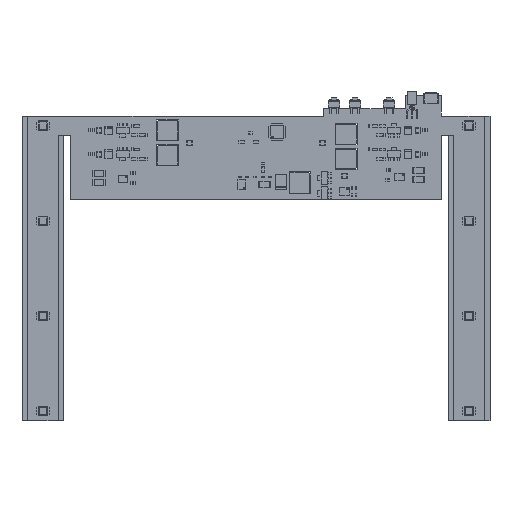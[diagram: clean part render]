
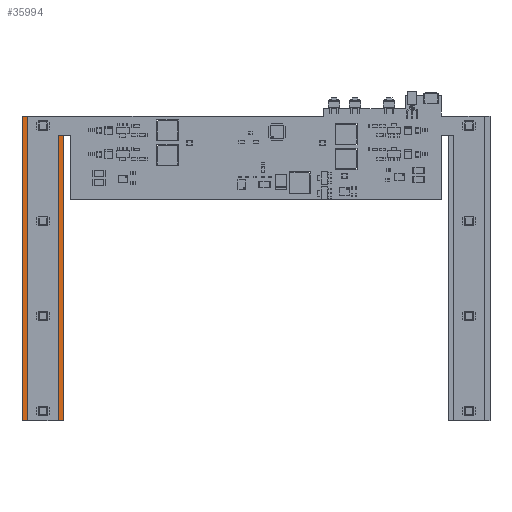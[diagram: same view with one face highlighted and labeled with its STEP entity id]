
A CAD part, top view. The second image highlights one B-rep face of the part: STEP entity #35994.
In plain terms, the highlighted planar face has unit normal (0, 0, 1).
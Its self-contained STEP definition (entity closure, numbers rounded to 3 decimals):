
#35680 = VERTEX_POINT('',#35681);
#35681 = CARTESIAN_POINT('',(11.,-80.,1.));
#35688 = PLANE('',#35689);
#35689 = AXIS2_PLACEMENT_3D('',#35690,#35691,#35692);
#35690 = CARTESIAN_POINT('',(11.,-80.,0.));
#35691 = DIRECTION('',(-1.,0.,0.));
#35692 = DIRECTION('',(0.,1.,0.));
#35700 = PLANE('',#35701);
#35701 = AXIS2_PLACEMENT_3D('',#35702,#35703,#35704);
#35702 = CARTESIAN_POINT('',(-11.,-80.,0.));
#35703 = DIRECTION('',(0.,1.,0.));
#35704 = DIRECTION('',(1.,0.,0.));
#35712 = EDGE_CURVE('',#35680,#35713,#35715,.T.);
#35713 = VERTEX_POINT('',#35714);
#35714 = CARTESIAN_POINT('',(11.,80.,1.));
#35715 = SURFACE_CURVE('',#35716,(#35720,#35727),.PCURVE_S1.);
#35716 = LINE('',#35717,#35718);
#35717 = CARTESIAN_POINT('',(11.,-80.,1.));
#35718 = VECTOR('',#35719,1.);
#35719 = DIRECTION('',(0.,1.,0.));
#35720 = PCURVE('',#35688,#35721);
#35721 = DEFINITIONAL_REPRESENTATION('',(#35722),#35726);
#35722 = LINE('',#35723,#35724);
#35723 = CARTESIAN_POINT('',(0.,-1.));
#35724 = VECTOR('',#35725,1.);
#35725 = DIRECTION('',(1.,0.));
#35726 = ( GEOMETRIC_REPRESENTATION_CONTEXT(2) 
PARAMETRIC_REPRESENTATION_CONTEXT() REPRESENTATION_CONTEXT('2D SPACE',''
  ) );
#35727 = PCURVE('',#35728,#35733);
#35728 = PLANE('',#35729);
#35729 = AXIS2_PLACEMENT_3D('',#35730,#35731,#35732);
#35730 = CARTESIAN_POINT('',(11.,-80.,1.));
#35731 = DIRECTION('',(0.,0.,-1.));
#35732 = DIRECTION('',(-1.,0.,0.));
#35733 = DEFINITIONAL_REPRESENTATION('',(#35734),#35738);
#35734 = LINE('',#35735,#35736);
#35735 = CARTESIAN_POINT('',(0.,0.));
#35736 = VECTOR('',#35737,1.);
#35737 = DIRECTION('',(0.,1.));
#35738 = ( GEOMETRIC_REPRESENTATION_CONTEXT(2) 
PARAMETRIC_REPRESENTATION_CONTEXT() REPRESENTATION_CONTEXT('2D SPACE',''
  ) );
#35756 = PLANE('',#35757);
#35757 = AXIS2_PLACEMENT_3D('',#35758,#35759,#35760);
#35758 = CARTESIAN_POINT('',(11.,80.,0.));
#35759 = DIRECTION('',(0.,-1.,0.));
#35760 = DIRECTION('',(-1.,0.,0.));
#35798 = EDGE_CURVE('',#35713,#35799,#35801,.T.);
#35799 = VERTEX_POINT('',#35800);
#35800 = CARTESIAN_POINT('',(-11.,80.,1.));
#35801 = SURFACE_CURVE('',#35802,(#35806,#35813),.PCURVE_S1.);
#35802 = LINE('',#35803,#35804);
#35803 = CARTESIAN_POINT('',(11.,80.,1.));
#35804 = VECTOR('',#35805,1.);
#35805 = DIRECTION('',(-1.,0.,0.));
#35806 = PCURVE('',#35756,#35807);
#35807 = DEFINITIONAL_REPRESENTATION('',(#35808),#35812);
#35808 = LINE('',#35809,#35810);
#35809 = CARTESIAN_POINT('',(0.,-1.));
#35810 = VECTOR('',#35811,1.);
#35811 = DIRECTION('',(1.,0.));
#35812 = ( GEOMETRIC_REPRESENTATION_CONTEXT(2) 
PARAMETRIC_REPRESENTATION_CONTEXT() REPRESENTATION_CONTEXT('2D SPACE',''
  ) );
#35813 = PCURVE('',#35728,#35814);
#35814 = DEFINITIONAL_REPRESENTATION('',(#35815),#35819);
#35815 = LINE('',#35816,#35817);
#35816 = CARTESIAN_POINT('',(0.,160.));
#35817 = VECTOR('',#35818,1.);
#35818 = DIRECTION('',(1.,0.));
#35819 = ( GEOMETRIC_REPRESENTATION_CONTEXT(2) 
PARAMETRIC_REPRESENTATION_CONTEXT() REPRESENTATION_CONTEXT('2D SPACE',''
  ) );
#35837 = PLANE('',#35838);
#35838 = AXIS2_PLACEMENT_3D('',#35839,#35840,#35841);
#35839 = CARTESIAN_POINT('',(-11.,80.,0.));
#35840 = DIRECTION('',(1.,0.,0.));
#35841 = DIRECTION('',(0.,-1.,0.));
#35874 = EDGE_CURVE('',#35799,#35875,#35877,.T.);
#35875 = VERTEX_POINT('',#35876);
#35876 = CARTESIAN_POINT('',(-11.,-80.,1.));
#35877 = SURFACE_CURVE('',#35878,(#35882,#35889),.PCURVE_S1.);
#35878 = LINE('',#35879,#35880);
#35879 = CARTESIAN_POINT('',(-11.,80.,1.));
#35880 = VECTOR('',#35881,1.);
#35881 = DIRECTION('',(0.,-1.,0.));
#35882 = PCURVE('',#35837,#35883);
#35883 = DEFINITIONAL_REPRESENTATION('',(#35884),#35888);
#35884 = LINE('',#35885,#35886);
#35885 = CARTESIAN_POINT('',(0.,-1.));
#35886 = VECTOR('',#35887,1.);
#35887 = DIRECTION('',(1.,0.));
#35888 = ( GEOMETRIC_REPRESENTATION_CONTEXT(2) 
PARAMETRIC_REPRESENTATION_CONTEXT() REPRESENTATION_CONTEXT('2D SPACE',''
  ) );
#35889 = PCURVE('',#35728,#35890);
#35890 = DEFINITIONAL_REPRESENTATION('',(#35891),#35895);
#35891 = LINE('',#35892,#35893);
#35892 = CARTESIAN_POINT('',(22.,160.));
#35893 = VECTOR('',#35894,1.);
#35894 = DIRECTION('',(0.,-1.));
#35895 = ( GEOMETRIC_REPRESENTATION_CONTEXT(2) 
PARAMETRIC_REPRESENTATION_CONTEXT() REPRESENTATION_CONTEXT('2D SPACE',''
  ) );
#35945 = EDGE_CURVE('',#35875,#35680,#35946,.T.);
#35946 = SURFACE_CURVE('',#35947,(#35951,#35958),.PCURVE_S1.);
#35947 = LINE('',#35948,#35949);
#35948 = CARTESIAN_POINT('',(-11.,-80.,1.));
#35949 = VECTOR('',#35950,1.);
#35950 = DIRECTION('',(1.,0.,0.));
#35951 = PCURVE('',#35700,#35952);
#35952 = DEFINITIONAL_REPRESENTATION('',(#35953),#35957);
#35953 = LINE('',#35954,#35955);
#35954 = CARTESIAN_POINT('',(0.,-1.));
#35955 = VECTOR('',#35956,1.);
#35956 = DIRECTION('',(1.,0.));
#35957 = ( GEOMETRIC_REPRESENTATION_CONTEXT(2) 
PARAMETRIC_REPRESENTATION_CONTEXT() REPRESENTATION_CONTEXT('2D SPACE',''
  ) );
#35958 = PCURVE('',#35728,#35959);
#35959 = DEFINITIONAL_REPRESENTATION('',(#35960),#35964);
#35960 = LINE('',#35961,#35962);
#35961 = CARTESIAN_POINT('',(22.,0.));
#35962 = VECTOR('',#35963,1.);
#35963 = DIRECTION('',(-1.,0.));
#35964 = ( GEOMETRIC_REPRESENTATION_CONTEXT(2) 
PARAMETRIC_REPRESENTATION_CONTEXT() REPRESENTATION_CONTEXT('2D SPACE',''
  ) );
#35994 = ADVANCED_FACE('',(#35995),#35728,.F.);
#35995 = FACE_BOUND('',#35996,.T.);
#35996 = EDGE_LOOP('',(#35997,#35998,#35999,#36000));
#35997 = ORIENTED_EDGE('',*,*,#35712,.T.);
#35998 = ORIENTED_EDGE('',*,*,#35798,.T.);
#35999 = ORIENTED_EDGE('',*,*,#35874,.T.);
#36000 = ORIENTED_EDGE('',*,*,#35945,.T.);
